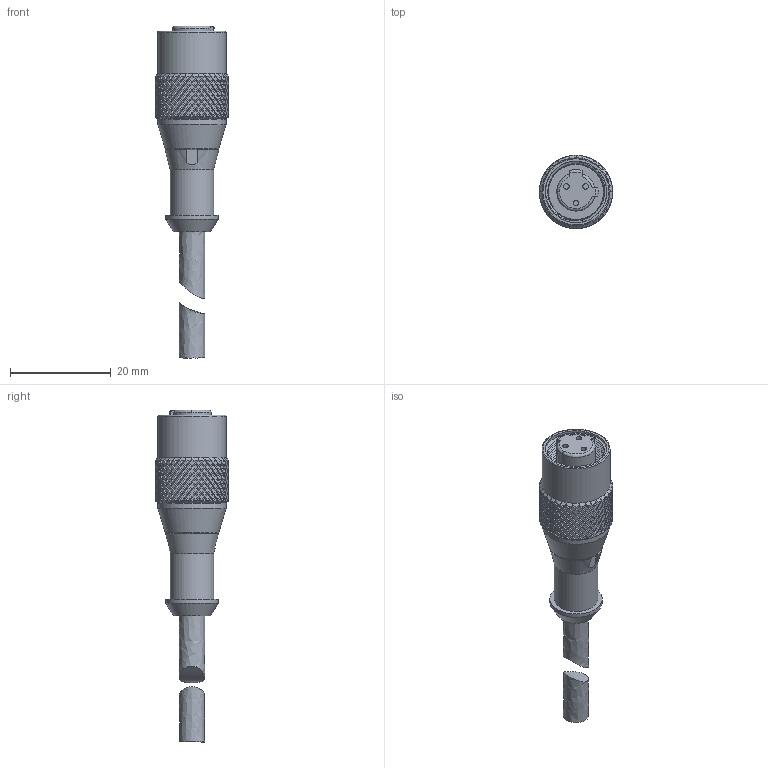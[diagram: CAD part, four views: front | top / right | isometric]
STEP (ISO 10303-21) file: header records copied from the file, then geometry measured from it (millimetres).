
FILE_DESCRIPTION( ('This file contains a STEP AP42 implementation' ,'as created by ZW3D STEP Interface translator.') ,'2;1' );
FILE_NAME( 'U-FS3TAX31X.stp' ,'201125. 74914', (''), ('ZWCAD Software Co.'), 'Version 1.0', 'ZW3D to STEP translator', '' );
FILE_SCHEMA(('AUTOMOTIVE_DESIGN'));
Length unit declared in the file: millimetre
Products named in the file (2): 0; U-FS3TAX31X
Bounding box: 14.5 x 14.5 x 65.8 mm (x, y, z)
Volume: 2546.8 mm3; surface area: 4403.6 mm2
Topology: 4 solids, 5 shells, 2237 faces, 4641 edges, 2418 vertices
Faces by surface type: bspline 2237
Entity records: 71710 total; most frequent: CARTESIAN_POINT 43510, ORIENTED_EDGE 9280, EDGE_CURVE 4641, B_SPLINE_CURVE_WITH_KNOTS 2812, VERTEX_POINT 2418, EDGE_LOOP 2249, FACE_OUTER_BOUND 2237, ADVANCED_FACE 2237
